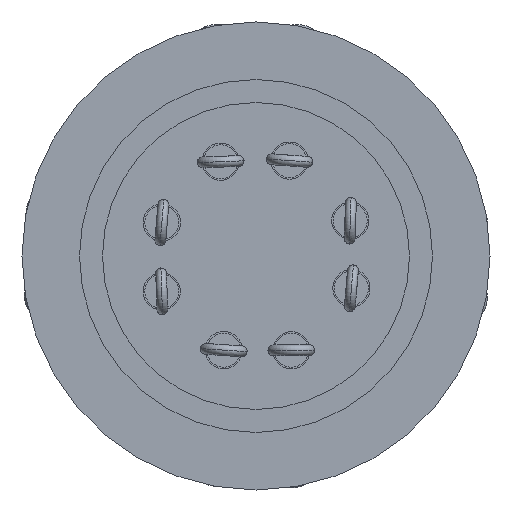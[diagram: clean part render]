
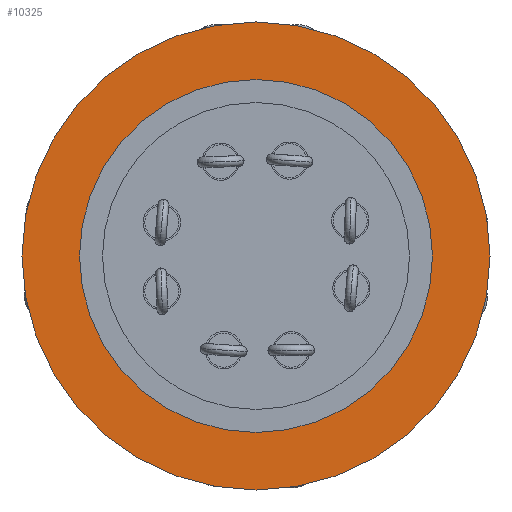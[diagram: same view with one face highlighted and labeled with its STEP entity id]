
A CAD part, front view. The second image highlights one B-rep face of the part: STEP entity #10325.
In plain terms, the highlighted planar face has unit normal (0, -1, 0).
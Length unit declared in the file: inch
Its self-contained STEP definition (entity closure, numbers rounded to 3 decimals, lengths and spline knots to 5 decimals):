
#1581 = AXIS2_PLACEMENT_3D ( 'NONE', #4807, #4808, #4809 ) ;
#1584 = AXIS2_PLACEMENT_3D ( 'NONE', #4793, #4794, #4795 ) ;
#2500 = FACE_OUTER_BOUND ( 'NONE', #11048, .T. ) ;
#2503 = FACE_BOUND ( 'NONE', #11047, .T. ) ;
#3478 = AXIS2_PLACEMENT_3D ( 'NONE', #8651, #8652, #8653 ) ;
#3479 = AXIS2_PLACEMENT_3D ( 'NONE', #8648, #8649, #8650 ) ;
#3693 = PLANE ( 'NONE',  #13696 ) ;
#3694 = CARTESIAN_POINT ( 'NONE',  ( 0., -0.1, 0. ) ) ;
#3699 = DIRECTION ( 'NONE',  ( 0., -1., 0. ) ) ;
#3700 = DIRECTION ( 'NONE',  ( -1., 0., 0. ) ) ;
#4793 = CARTESIAN_POINT ( 'NONE',  ( 0., -0.1, 0. ) ) ;
#4794 = DIRECTION ( 'NONE',  ( 0., 1., 0. ) ) ;
#4795 = DIRECTION ( 'NONE',  ( 1., 0., 0. ) ) ;
#4807 = CARTESIAN_POINT ( 'NONE',  ( 0., -0.1, 0. ) ) ;
#4808 = DIRECTION ( 'NONE',  ( 0., 1., 0. ) ) ;
#4809 = DIRECTION ( 'NONE',  ( 1., 0., 0. ) ) ;
#6043 = ORIENTED_EDGE ( 'NONE', *, *, #13051, .F. ) ;
#6044 = ORIENTED_EDGE ( 'NONE', *, *, #14293, .F. ) ;
#6045 = ORIENTED_EDGE ( 'NONE', *, *, #14288, .T. ) ;
#6046 = ORIENTED_EDGE ( 'NONE', *, *, #13052, .T. ) ;
#7718 = CARTESIAN_POINT ( 'NONE',  ( -0.815, -0.1, 0. ) ) ;
#7731 = CARTESIAN_POINT ( 'NONE',  ( 0.815, -0.1, 0. ) ) ;
#7740 = CARTESIAN_POINT ( 'NONE',  ( 1.08053, -0.1, 0. ) ) ;
#7744 = CARTESIAN_POINT ( 'NONE',  ( -1.08053, -0.1, 0. ) ) ;
#8648 = CARTESIAN_POINT ( 'NONE',  ( 0., -0.1, 0. ) ) ;
#8649 = DIRECTION ( 'NONE',  ( 0., 1., 0. ) ) ;
#8650 = DIRECTION ( 'NONE',  ( 1., 0., 0. ) ) ;
#8651 = CARTESIAN_POINT ( 'NONE',  ( 0., -0.1, 0. ) ) ;
#8652 = DIRECTION ( 'NONE',  ( 0., 1., 0. ) ) ;
#8653 = DIRECTION ( 'NONE',  ( 1., 0., 0. ) ) ;
#9619 = CIRCLE ( 'NONE', #3478, 0.815 ) ;
#9623 = CIRCLE ( 'NONE', #3479, 1.08053 ) ;
#10325 = ADVANCED_FACE ( 'NONE', ( #2503, #2500 ), #3693, .T. ) ;
#11047 = EDGE_LOOP ( 'NONE', ( #6046, #6045 ) ) ;
#11048 = EDGE_LOOP ( 'NONE', ( #6044, #6043 ) ) ;
#12522 = VERTEX_POINT ( 'NONE', #7718 ) ;
#12549 = VERTEX_POINT ( 'NONE', #7731 ) ;
#12569 = VERTEX_POINT ( 'NONE', #7740 ) ;
#12578 = VERTEX_POINT ( 'NONE', #7744 ) ;
#12982 = CIRCLE ( 'NONE', #1584, 0.815 ) ;
#12992 = CIRCLE ( 'NONE', #1581, 1.08053 ) ;
#13051 = EDGE_CURVE ( 'NONE', #12578, #12569, #9623, .T. ) ;
#13052 = EDGE_CURVE ( 'NONE', #12549, #12522, #9619, .T. ) ;
#13696 = AXIS2_PLACEMENT_3D ( 'NONE', #3694, #3699, #3700 ) ;
#14288 = EDGE_CURVE ( 'NONE', #12522, #12549, #12982, .T. ) ;
#14293 = EDGE_CURVE ( 'NONE', #12569, #12578, #12992, .T. ) ;
